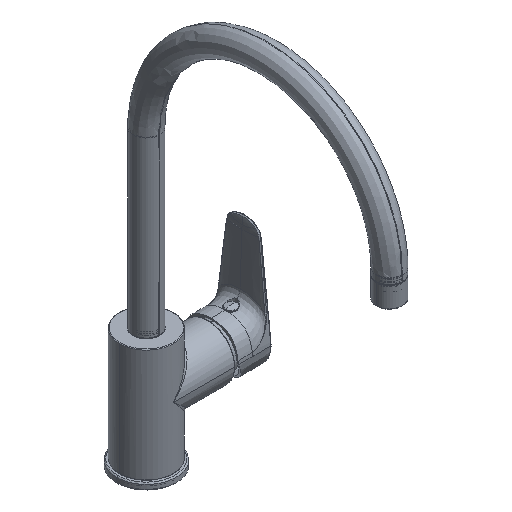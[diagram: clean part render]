
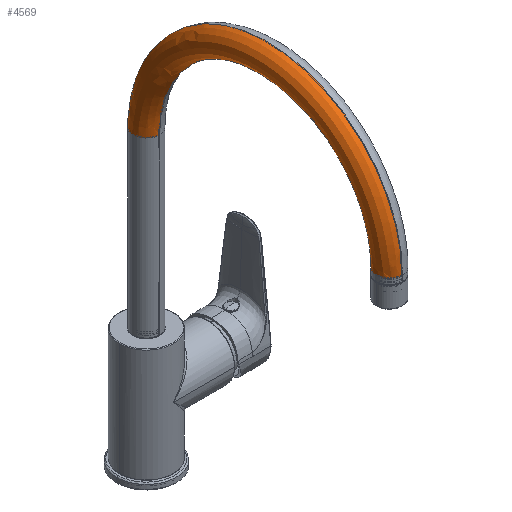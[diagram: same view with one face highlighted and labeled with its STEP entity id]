
A CAD part, isometric view. The second image highlights one B-rep face of the part: STEP entity #4569.
In plain terms, the highlighted free-form (B-spline) face has degree [2, 2] with [9, 9] control points.
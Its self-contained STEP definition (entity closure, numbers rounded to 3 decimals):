
#4569=ADVANCED_FACE('',(#10009),#74968,.T.);
#10009=FACE_OUTER_BOUND('',#15404,.T.);
#15404=EDGE_LOOP('',(#38304,#38305,#38306,#38307));
#38304=ORIENTED_EDGE('',*,*,#52515,.F.);
#38305=ORIENTED_EDGE('',*,*,#52518,.T.);
#38306=ORIENTED_EDGE('',*,*,#52516,.T.);
#38307=ORIENTED_EDGE('',*,*,#52517,.T.);
#52515=EDGE_CURVE('',#73606,#73607,#55648,.T.);
#52516=EDGE_CURVE('',#73608,#73609,#55649,.T.);
#52517=EDGE_CURVE('',#73609,#73607,#55650,.T.);
#52518=EDGE_CURVE('',#73606,#73608,#55651,.T.);
#55648=(
BOUNDED_CURVE()
B_SPLINE_CURVE(2,(#164615,#164616,#164617,#164618,#164619),
 .UNSPECIFIED.,.F.,.F.)
B_SPLINE_CURVE_WITH_KNOTS((3,2,3),(-34.558,-17.279,
0.),.UNSPECIFIED.)
CURVE()
GEOMETRIC_REPRESENTATION_ITEM()
RATIONAL_B_SPLINE_CURVE((1.,0.707,1.,0.707,1.))
REPRESENTATION_ITEM('')
);
#55649=(
BOUNDED_CURVE()
B_SPLINE_CURVE(2,(#164620,#164621,#164622,#164623,#164624),
 .UNSPECIFIED.,.F.,.F.)
B_SPLINE_CURVE_WITH_KNOTS((3,2,3),(0.,17.279,34.558),
 .UNSPECIFIED.)
CURVE()
GEOMETRIC_REPRESENTATION_ITEM()
RATIONAL_B_SPLINE_CURVE((1.,0.707,1.,0.707,1.))
REPRESENTATION_ITEM('')
);
#55650=(
BOUNDED_CURVE()
B_SPLINE_CURVE(2,(#164625,#164626,#164627,#164628,#164629),
 .UNSPECIFIED.,.F.,.F.)
B_SPLINE_CURVE_WITH_KNOTS((3,2,3),(-284.628,-142.314,
0.),.UNSPECIFIED.)
CURVE()
GEOMETRIC_REPRESENTATION_ITEM()
RATIONAL_B_SPLINE_CURVE((1.,0.707,1.,0.707,1.))
REPRESENTATION_ITEM('')
);
#55651=(
BOUNDED_CURVE()
B_SPLINE_CURVE(2,(#164630,#164631,#164632,#164633,#164634),
 .UNSPECIFIED.,.F.,.F.)
B_SPLINE_CURVE_WITH_KNOTS((3,2,3),(319.186,478.779,638.372),
 .UNSPECIFIED.)
CURVE()
GEOMETRIC_REPRESENTATION_ITEM()
RATIONAL_B_SPLINE_CURVE((1.,0.707,1.,0.707,1.))
REPRESENTATION_ITEM('')
);
#73606=VERTEX_POINT('',#164584);
#73607=VERTEX_POINT('',#164585);
#73608=VERTEX_POINT('',#164586);
#73609=VERTEX_POINT('',#164587);
#74968=(
BOUNDED_SURFACE()
B_SPLINE_SURFACE(2,2,((#164249,#164250,#164251,#164252,#164253,#164254,
#164255,#164256,#164257),(#164258,#164259,#164260,#164261,#164262,#164263,
#164264,#164265,#164266),(#164267,#164268,#164269,#164270,#164271,#164272,
#164273,#164274,#164275),(#164276,#164277,#164278,#164279,#164280,#164281,
#164282,#164283,#164284),(#164285,#164286,#164287,#164288,#164289,#164290,
#164291,#164292,#164293),(#164294,#164295,#164296,#164297,#164298,#164299,
#164300,#164301,#164302),(#164303,#164304,#164305,#164306,#164307,#164308,
#164309,#164310,#164311),(#164312,#164313,#164314,#164315,#164316,#164317,
#164318,#164319,#164320),(#164321,#164322,#164323,#164324,#164325,#164326,
#164327,#164328,#164329)),.UNSPECIFIED.,.T.,.F.,.F.)
B_SPLINE_SURFACE_WITH_KNOTS((3,2,2,2,3),(3,2,2,2,3),(0.,159.593,
319.186,478.779,638.372),(0.,17.279,
34.558,51.836,69.115),.UNSPECIFIED.)
GEOMETRIC_REPRESENTATION_ITEM()
RATIONAL_B_SPLINE_SURFACE(((1.,0.707,1.,0.707,1.,
0.707,1.,0.707,1.),(0.707,0.5,0.707,
0.5,0.707,0.5,0.707,0.5,0.707),(1.,
0.707,1.,0.707,1.,0.707,1.,0.707,
1.),(0.707,0.5,0.707,0.5,0.707,0.5,
0.707,0.5,0.707),(1.,0.707,1.,0.707,
1.,0.707,1.,0.707,1.),(0.707,0.5,0.707,
0.5,0.707,0.5,0.707,0.5,0.707),(1.,
0.707,1.,0.707,1.,0.707,1.,0.707,
1.),(0.707,0.5,0.707,0.5,0.707,0.5,
0.707,0.5,0.707),(1.,0.707,1.,0.707,
1.,0.707,1.,0.707,1.)))
REPRESENTATION_ITEM('')
SURFACE()
);
#164249=CARTESIAN_POINT('',(0.,145.5,-11.));
#164250=CARTESIAN_POINT('',(-11.,145.5,-11.));
#164251=CARTESIAN_POINT('',(-11.,145.5,0.));
#164252=CARTESIAN_POINT('',(-11.,145.5,11.));
#164253=CARTESIAN_POINT('',(0.,145.5,11.));
#164254=CARTESIAN_POINT('',(11.,145.5,11.));
#164255=CARTESIAN_POINT('',(11.,145.5,0.));
#164256=CARTESIAN_POINT('',(11.,145.5,-11.));
#164257=CARTESIAN_POINT('',(0.,145.5,-11.));
#164258=CARTESIAN_POINT('',(0.,32.9,-11.));
#164259=CARTESIAN_POINT('',(-11.,32.9,-11.));
#164260=CARTESIAN_POINT('',(-11.,43.9,0.));
#164261=CARTESIAN_POINT('',(-11.,54.9,11.));
#164262=CARTESIAN_POINT('',(0.,54.9,11.));
#164263=CARTESIAN_POINT('',(11.,54.9,11.));
#164264=CARTESIAN_POINT('',(11.,43.9,0.));
#164265=CARTESIAN_POINT('',(11.,32.9,-11.));
#164266=CARTESIAN_POINT('',(0.,32.9,-11.));
#164267=CARTESIAN_POINT('',(0.,32.9,101.6));
#164268=CARTESIAN_POINT('',(-11.,32.9,101.6));
#164269=CARTESIAN_POINT('',(-11.,43.9,101.6));
#164270=CARTESIAN_POINT('',(-11.,54.9,101.6));
#164271=CARTESIAN_POINT('',(0.,54.9,101.6));
#164272=CARTESIAN_POINT('',(11.,54.9,101.6));
#164273=CARTESIAN_POINT('',(11.,43.9,101.6));
#164274=CARTESIAN_POINT('',(11.,32.9,101.6));
#164275=CARTESIAN_POINT('',(0.,32.9,101.6));
#164276=CARTESIAN_POINT('',(0.,32.9,214.2));
#164277=CARTESIAN_POINT('',(-11.,32.9,214.2));
#164278=CARTESIAN_POINT('',(-11.,43.9,203.2));
#164279=CARTESIAN_POINT('',(-11.,54.9,192.2));
#164280=CARTESIAN_POINT('',(0.,54.9,192.2));
#164281=CARTESIAN_POINT('',(11.,54.9,192.2));
#164282=CARTESIAN_POINT('',(11.,43.9,203.2));
#164283=CARTESIAN_POINT('',(11.,32.9,214.2));
#164284=CARTESIAN_POINT('',(0.,32.9,214.2));
#164285=CARTESIAN_POINT('',(0.,145.5,214.2));
#164286=CARTESIAN_POINT('',(-11.,145.5,214.2));
#164287=CARTESIAN_POINT('',(-11.,145.5,203.2));
#164288=CARTESIAN_POINT('',(-11.,145.5,192.2));
#164289=CARTESIAN_POINT('',(0.,145.5,192.2));
#164290=CARTESIAN_POINT('',(11.,145.5,192.2));
#164291=CARTESIAN_POINT('',(11.,145.5,203.2));
#164292=CARTESIAN_POINT('',(11.,145.5,214.2));
#164293=CARTESIAN_POINT('',(0.,145.5,214.2));
#164294=CARTESIAN_POINT('',(0.,258.1,214.2));
#164295=CARTESIAN_POINT('',(-11.,258.1,214.2));
#164296=CARTESIAN_POINT('',(-11.,247.1,203.2));
#164297=CARTESIAN_POINT('',(-11.,236.1,192.2));
#164298=CARTESIAN_POINT('',(0.,236.1,192.2));
#164299=CARTESIAN_POINT('',(11.,236.1,192.2));
#164300=CARTESIAN_POINT('',(11.,247.1,203.2));
#164301=CARTESIAN_POINT('',(11.,258.1,214.2));
#164302=CARTESIAN_POINT('',(0.,258.1,214.2));
#164303=CARTESIAN_POINT('',(0.,258.1,101.6));
#164304=CARTESIAN_POINT('',(-11.,258.1,101.6));
#164305=CARTESIAN_POINT('',(-11.,247.1,101.6));
#164306=CARTESIAN_POINT('',(-11.,236.1,101.6));
#164307=CARTESIAN_POINT('',(0.,236.1,101.6));
#164308=CARTESIAN_POINT('',(11.,236.1,101.6));
#164309=CARTESIAN_POINT('',(11.,247.1,101.6));
#164310=CARTESIAN_POINT('',(11.,258.1,101.6));
#164311=CARTESIAN_POINT('',(0.,258.1,101.6));
#164312=CARTESIAN_POINT('',(0.,258.1,-11.));
#164313=CARTESIAN_POINT('',(-11.,258.1,-11.));
#164314=CARTESIAN_POINT('',(-11.,247.1,0.));
#164315=CARTESIAN_POINT('',(-11.,236.1,11.));
#164316=CARTESIAN_POINT('',(0.,236.1,11.));
#164317=CARTESIAN_POINT('',(11.,236.1,11.));
#164318=CARTESIAN_POINT('',(11.,247.1,0.));
#164319=CARTESIAN_POINT('',(11.,258.1,-11.));
#164320=CARTESIAN_POINT('',(0.,258.1,-11.));
#164321=CARTESIAN_POINT('',(0.,145.5,-11.));
#164322=CARTESIAN_POINT('',(-11.,145.5,-11.));
#164323=CARTESIAN_POINT('',(-11.,145.5,0.));
#164324=CARTESIAN_POINT('',(-11.,145.5,11.));
#164325=CARTESIAN_POINT('',(0.,145.5,11.));
#164326=CARTESIAN_POINT('',(11.,145.5,11.));
#164327=CARTESIAN_POINT('',(11.,145.5,0.));
#164328=CARTESIAN_POINT('',(11.,145.5,-11.));
#164329=CARTESIAN_POINT('',(0.,145.5,-11.));
#164584=CARTESIAN_POINT('',(0.,145.5,214.2));
#164585=CARTESIAN_POINT('',(0.,145.5,192.2));
#164586=CARTESIAN_POINT('',(0.,145.5,-11.));
#164587=CARTESIAN_POINT('',(0.,145.5,11.));
#164615=CARTESIAN_POINT('',(0.,145.5,214.2));
#164616=CARTESIAN_POINT('',(-11.,145.5,214.2));
#164617=CARTESIAN_POINT('',(-11.,145.5,203.2));
#164618=CARTESIAN_POINT('',(-11.,145.5,192.2));
#164619=CARTESIAN_POINT('',(0.,145.5,192.2));
#164620=CARTESIAN_POINT('',(0.,145.5,-11.));
#164621=CARTESIAN_POINT('',(-11.,145.5,-11.));
#164622=CARTESIAN_POINT('',(-11.,145.5,0.));
#164623=CARTESIAN_POINT('',(-11.,145.5,11.));
#164624=CARTESIAN_POINT('',(0.,145.5,11.));
#164625=CARTESIAN_POINT('',(0.,145.5,11.));
#164626=CARTESIAN_POINT('',(0.,236.1,11.));
#164627=CARTESIAN_POINT('',(0.,236.1,101.6));
#164628=CARTESIAN_POINT('',(0.,236.1,192.2));
#164629=CARTESIAN_POINT('',(0.,145.5,192.2));
#164630=CARTESIAN_POINT('',(0.,145.5,214.2));
#164631=CARTESIAN_POINT('',(0.,258.1,214.2));
#164632=CARTESIAN_POINT('',(0.,258.1,101.6));
#164633=CARTESIAN_POINT('',(0.,258.1,-11.));
#164634=CARTESIAN_POINT('',(0.,145.5,-11.));
